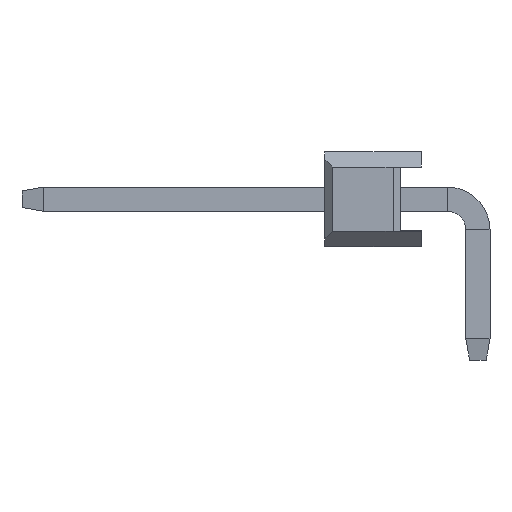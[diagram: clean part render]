
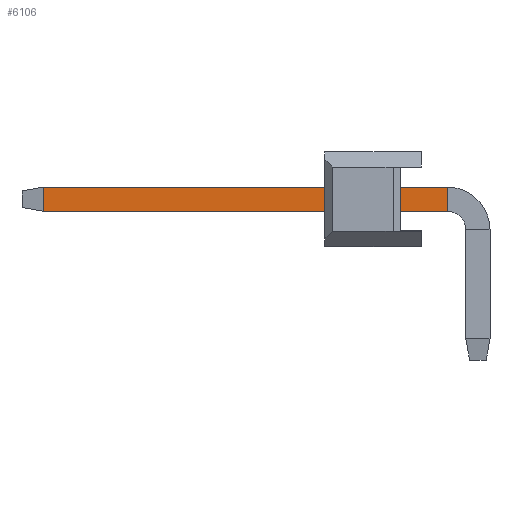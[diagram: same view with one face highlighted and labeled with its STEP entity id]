
A CAD part, left-side view. The second image highlights one B-rep face of the part: STEP entity #6106.
In plain terms, the highlighted planar face has unit normal (-1, 0, 0).
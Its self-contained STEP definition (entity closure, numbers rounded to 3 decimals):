
#206 = DIRECTION ( 'NONE',  ( 1., 0., 0. ) ) ;
#274 = DIRECTION ( 'NONE',  ( 0., -1., 0. ) ) ;
#614 = VECTOR ( 'NONE', #5105, 1000. ) ;
#677 = VERTEX_POINT ( 'NONE', #7792 ) ;
#856 = FACE_OUTER_BOUND ( 'NONE', #4277, .T. ) ;
#984 = VECTOR ( 'NONE', #4455, 1000. ) ;
#1332 = ORIENTED_EDGE ( 'NONE', *, *, #1677, .T. ) ;
#1410 = ORIENTED_EDGE ( 'NONE', *, *, #6886, .T. ) ;
#1677 = EDGE_CURVE ( 'NONE', #677, #4288, #7538, .T. ) ;
#1895 = CARTESIAN_POINT ( 'NONE',  ( -13.02, -0.7, 0.32 ) ) ;
#2073 = EDGE_CURVE ( 'NONE', #4327, #4288, #2650, .T. ) ;
#2423 = VECTOR ( 'NONE', #274, 1000. ) ;
#2592 = CARTESIAN_POINT ( 'NONE',  ( -13.02, 9.973, -0.32 ) ) ;
#2650 = LINE ( 'NONE', #5162, #6458 ) ;
#2736 = EDGE_CURVE ( 'NONE', #4327, #5340, #8170, .T. ) ;
#2855 = DIRECTION ( 'NONE',  ( 0., 0., -1. ) ) ;
#3477 = PLANE ( 'NONE',  #6772 ) ;
#3543 = LINE ( 'NONE', #6029, #2423 ) ;
#4268 = CARTESIAN_POINT ( 'NONE',  ( -13.02, 9.973, 0.32 ) ) ;
#4277 = EDGE_LOOP ( 'NONE', ( #7212, #5909, #1410, #1332 ) ) ;
#4288 = VERTEX_POINT ( 'NONE', #7315 ) ;
#4327 = VERTEX_POINT ( 'NONE', #4268 ) ;
#4455 = DIRECTION ( 'NONE',  ( 0., 0., 1. ) ) ;
#5105 = DIRECTION ( 'NONE',  ( 0., 0., -1. ) ) ;
#5162 = CARTESIAN_POINT ( 'NONE',  ( -13.02, 10.54, 0.32 ) ) ;
#5340 = VERTEX_POINT ( 'NONE', #7415 ) ;
#5909 = ORIENTED_EDGE ( 'NONE', *, *, #2736, .T. ) ;
#5963 = CARTESIAN_POINT ( 'NONE',  ( -13.02, 10.54, 0.32 ) ) ;
#6029 = CARTESIAN_POINT ( 'NONE',  ( -13.02, 10.54, -0.32 ) ) ;
#6106 = ADVANCED_FACE ( 'NONE', ( #856 ), #3477, .F. ) ;
#6458 = VECTOR ( 'NONE', #7631, 1000. ) ;
#6772 = AXIS2_PLACEMENT_3D ( 'NONE', #5963, #206, #2855 ) ;
#6886 = EDGE_CURVE ( 'NONE', #5340, #677, #3543, .T. ) ;
#7212 = ORIENTED_EDGE ( 'NONE', *, *, #2073, .F. ) ;
#7315 = CARTESIAN_POINT ( 'NONE',  ( -13.02, -0.7, 0.32 ) ) ;
#7415 = CARTESIAN_POINT ( 'NONE',  ( -13.02, 9.973, -0.32 ) ) ;
#7538 = LINE ( 'NONE', #1895, #984 ) ;
#7631 = DIRECTION ( 'NONE',  ( 0., -1., 0. ) ) ;
#7792 = CARTESIAN_POINT ( 'NONE',  ( -13.02, -0.7, -0.32 ) ) ;
#8170 = LINE ( 'NONE', #2592, #614 ) ;
